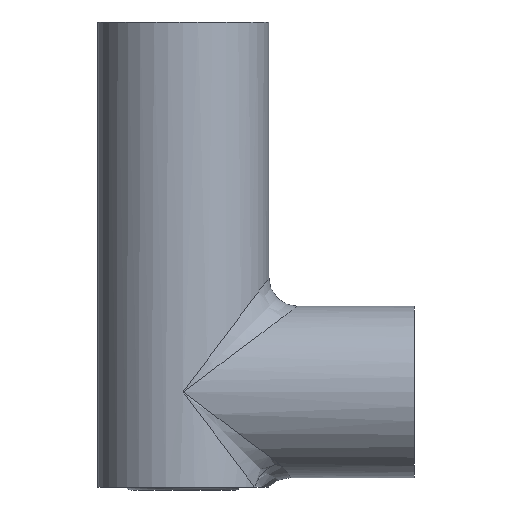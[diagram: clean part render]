
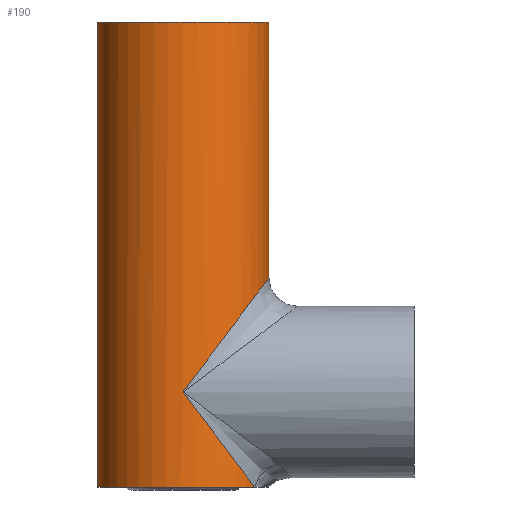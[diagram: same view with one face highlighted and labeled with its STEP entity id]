
A CAD part, front view. The second image highlights one B-rep face of the part: STEP entity #190.
In plain terms, the highlighted cylindrical face has radius 30 mm (diameter 60 mm), a partial arc.
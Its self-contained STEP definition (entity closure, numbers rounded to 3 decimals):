
#42 = CARTESIAN_POINT ( 'NONE',  ( 60.605, -16.559, -83. ) ) ;
#43 =( BOUNDED_CURVE ( )  B_SPLINE_CURVE ( 3, ( #42, #444, #121, #709 ),
 .UNSPECIFIED., .F., .T. ) 
 B_SPLINE_CURVE_WITH_KNOTS ( ( 4, 4 ),
 ( 0.585, 1.571 ),
 .UNSPECIFIED. ) 
 CURVE ( )  GEOMETRIC_REPRESENTATION_ITEM ( )  RATIONAL_B_SPLINE_CURVE ( ( 1., 0.921, 0.921, 1. ) ) 
 REPRESENTATION_ITEM ( '' )  );
#58 = CARTESIAN_POINT ( 'NONE',  ( 5.589, 0., 80. ) ) ;
#83 = ORIENTED_EDGE ( 'NONE', *, *, #358, .T. ) ;
#92 = CARTESIAN_POINT ( 'NONE',  ( 35.589, -30., -49.645 ) ) ;
#121 = CARTESIAN_POINT ( 'NONE',  ( 45.871, -30., -63.355 ) ) ;
#150 = EDGE_CURVE ( 'NONE', #488, #229, #152, .T. ) ;
#152 = LINE ( 'NONE', #934, #332 ) ;
#159 = CARTESIAN_POINT ( 'NONE',  ( 35.589, 0., 80. ) ) ;
#169 = CARTESIAN_POINT ( 'NONE',  ( 65.589, 0., -9.645 ) ) ;
#190 = ADVANCED_FACE ( 'NONE', ( #501 ), #1032, .T. ) ;
#212 = ORIENTED_EDGE ( 'NONE', *, *, #643, .T. ) ;
#228 = EDGE_CURVE ( 'NONE', #862, #488, #338, .T. ) ;
#229 = VERTEX_POINT ( 'NONE', #1104 ) ;
#255 = LINE ( 'NONE', #424, #918 ) ;
#260 = CARTESIAN_POINT ( 'NONE',  ( 35.589, 0., 80. ) ) ;
#276 = EDGE_CURVE ( 'NONE', #862, #502, #255, .T. ) ;
#332 = VECTOR ( 'NONE', #840, 1000. ) ;
#338 = CIRCLE ( 'NONE', #470, 30. ) ;
#358 = EDGE_CURVE ( 'NONE', #615, #229, #1042, .T. ) ;
#377 = CARTESIAN_POINT ( 'NONE',  ( 5.589, 0., -83. ) ) ;
#413 = DIRECTION ( 'NONE',  ( -1., 0., 0. ) ) ;
#420 = DIRECTION ( 'NONE',  ( 0., 0., -1. ) ) ;
#421 = ORIENTED_EDGE ( 'NONE', *, *, #150, .F. ) ;
#424 = CARTESIAN_POINT ( 'NONE',  ( 5.589, 0., 80. ) ) ;
#427 = CARTESIAN_POINT ( 'NONE',  ( 35.589, 0., -83. ) ) ;
#444 = CARTESIAN_POINT ( 'NONE',  ( 54.929, -25.133, -75.433 ) ) ;
#470 = AXIS2_PLACEMENT_3D ( 'NONE', #260, #1090, #861 ) ;
#488 = VERTEX_POINT ( 'NONE', #1054 ) ;
#501 = FACE_OUTER_BOUND ( 'NONE', #755, .T. ) ;
#502 = VERTEX_POINT ( 'NONE', #377 ) ;
#504 = CIRCLE ( 'NONE', #726, 30. ) ;
#590 = ORIENTED_EDGE ( 'NONE', *, *, #984, .F. ) ;
#615 = VERTEX_POINT ( 'NONE', #92 ) ;
#643 = EDGE_CURVE ( 'NONE', #689, #615, #43, .T. ) ;
#687 = DIRECTION ( 'NONE',  ( -1., 0., 0. ) ) ;
#689 = VERTEX_POINT ( 'NONE', #1057 ) ;
#709 = CARTESIAN_POINT ( 'NONE',  ( 35.589, -30., -49.645 ) ) ;
#726 = AXIS2_PLACEMENT_3D ( 'NONE', #427, #770, #687 ) ;
#755 = EDGE_LOOP ( 'NONE', ( #421, #1100, #1036, #590, #212, #83 ) ) ;
#770 = DIRECTION ( 'NONE',  ( 0., 0., -1. ) ) ;
#812 = AXIS2_PLACEMENT_3D ( 'NONE', #159, #938, #413 ) ;
#840 = DIRECTION ( 'NONE',  ( 0., 0., -1. ) ) ;
#861 = DIRECTION ( 'NONE',  ( 1., 0., 0. ) ) ;
#862 = VERTEX_POINT ( 'NONE', #58 ) ;
#918 = VECTOR ( 'NONE', #420, 1000. ) ;
#934 = CARTESIAN_POINT ( 'NONE',  ( 65.589, 0., 80. ) ) ;
#938 = DIRECTION ( 'NONE',  ( 0., 0., -1. ) ) ;
#944 = CARTESIAN_POINT ( 'NONE',  ( 53.163, -30., -26.214 ) ) ;
#984 = EDGE_CURVE ( 'NONE', #689, #502, #504, .T. ) ;
#1032 = CYLINDRICAL_SURFACE ( 'NONE', #812, 30. ) ;
#1035 = CARTESIAN_POINT ( 'NONE',  ( 35.589, -30., -49.645 ) ) ;
#1036 = ORIENTED_EDGE ( 'NONE', *, *, #276, .T. ) ;
#1042 =( BOUNDED_CURVE ( )  B_SPLINE_CURVE ( 3, ( #1035, #944, #1098, #169 ),
 .UNSPECIFIED., .F., .T. ) 
 B_SPLINE_CURVE_WITH_KNOTS ( ( 4, 4 ),
 ( 4.712, 6.283 ),
 .UNSPECIFIED. ) 
 CURVE ( )  GEOMETRIC_REPRESENTATION_ITEM ( )  RATIONAL_B_SPLINE_CURVE ( ( 1., 0.805, 0.805, 1. ) ) 
 REPRESENTATION_ITEM ( '' )  );
#1054 = CARTESIAN_POINT ( 'NONE',  ( 65.589, 0., 80. ) ) ;
#1057 = CARTESIAN_POINT ( 'NONE',  ( 60.605, -16.559, -83. ) ) ;
#1090 = DIRECTION ( 'NONE',  ( 0., 0., 1. ) ) ;
#1098 = CARTESIAN_POINT ( 'NONE',  ( 65.589, -17.574, -9.645 ) ) ;
#1100 = ORIENTED_EDGE ( 'NONE', *, *, #228, .F. ) ;
#1104 = CARTESIAN_POINT ( 'NONE',  ( 65.589, 0., -9.645 ) ) ;
